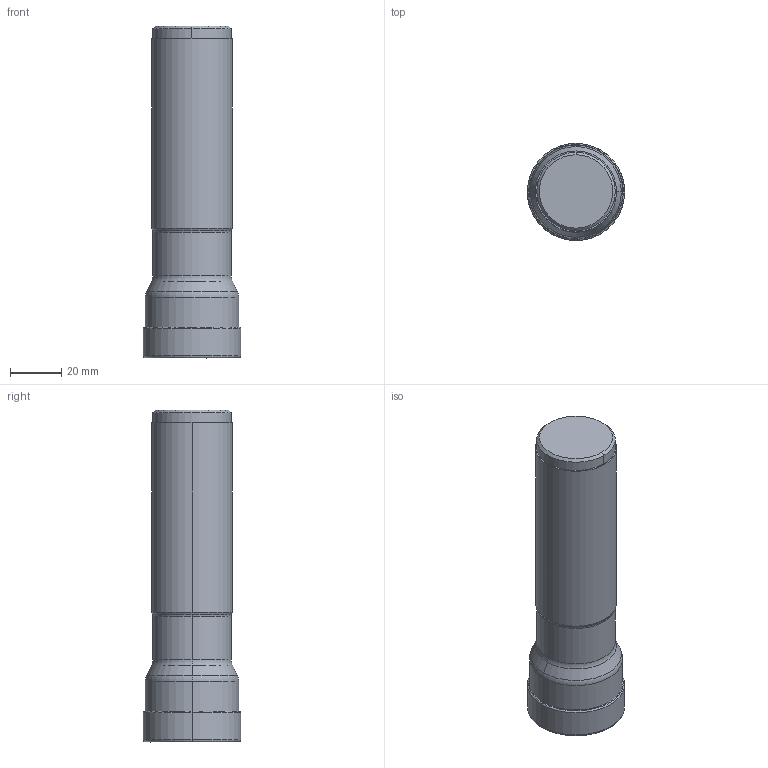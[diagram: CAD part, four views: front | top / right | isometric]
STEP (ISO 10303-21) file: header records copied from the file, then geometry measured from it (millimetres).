
FILE_DESCRIPTION(/* description */ (''),/* implementation_level */ '2;1');
FILE_NAME(/* name */ 'VPX300UR2402FA20S_IR0_031.stp',/* time_stamp */ '2025-07-08T15:37:49+09:00',/* author */ (''),/* organization */ (''),/* preprocessor_version */ 'ST-DEVELOPER v18.101',/* originating_system */ 'SIEMENS PLM Software NX 2011',/* authorisation */ '');
FILE_SCHEMA (('AUTOMOTIVE_DESIGN { 1 0 10303 214 3 1 1 1 }'));
Length unit declared in the file: millimetre
Products named in the file (1): VPX300UR2402FA20S_IR0_031_ASM
Bounding box: 38.1 x 38.1 x 130.18 mm (x, y, z)
Volume: 114041.6 mm3; surface area: 18444.5 mm2
Topology: 2 solids, 2 shells, 58 faces, 144 edges, 103 vertices
Faces by surface type: torus 20, bspline 12, cylinder 10, cone 8, plane 4, revolution 2, sphere 2
Entity records: 2728 total; most frequent: CARTESIAN_POINT 1293, DIRECTION 299, ORIENTED_EDGE 264, AXIS2_PLACEMENT_3D 139, EDGE_CURVE 132, CIRCLE 87, VERTEX_POINT 78, EDGE_LOOP 60
